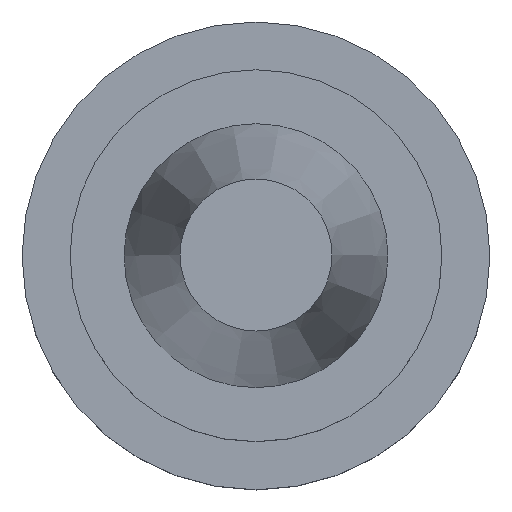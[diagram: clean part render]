
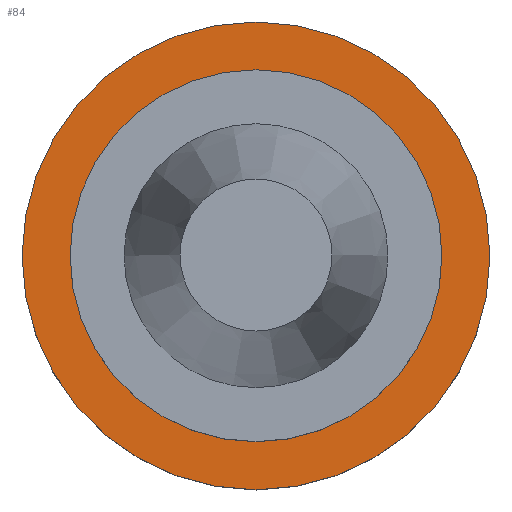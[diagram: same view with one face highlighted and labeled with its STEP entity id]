
A CAD part, top view. The second image highlights one B-rep face of the part: STEP entity #84.
In plain terms, the highlighted planar face has unit normal (0, 0, 1).
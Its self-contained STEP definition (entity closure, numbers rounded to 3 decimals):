
#65=FACE_BOUND('',#118,.T.);
#66=FACE_BOUND('',#119,.T.);
#84=ADVANCED_FACE('',(#65,#66),#92,.F.);
#92=PLANE('',#258);
#118=EDGE_LOOP('',(#148));
#119=EDGE_LOOP('',(#149));
#148=ORIENTED_EDGE('',*,*,#183,.F.);
#149=ORIENTED_EDGE('',*,*,#182,.T.);
#167=VERTEX_POINT('',#374);
#168=VERTEX_POINT('',#377);
#182=EDGE_CURVE('',#167,#167,#197,.T.);
#183=EDGE_CURVE('',#168,#168,#198,.T.);
#197=CIRCLE('',#255,34.925);
#198=CIRCLE('',#257,61.9);
#255=AXIS2_PLACEMENT_3D('',#373,#314,#315);
#257=AXIS2_PLACEMENT_3D('',#376,#318,#319);
#258=AXIS2_PLACEMENT_3D('',#378,#320,#321);
#314=DIRECTION('',(0.,0.,-1.));
#315=DIRECTION('',(-1.,0.,0.));
#318=DIRECTION('',(0.,0.,-1.));
#319=DIRECTION('',(-1.,0.,0.));
#320=DIRECTION('',(0.,0.,-1.));
#321=DIRECTION('',(-1.,0.,0.));
#373=CARTESIAN_POINT('',(0.,0.,-35.05));
#374=CARTESIAN_POINT('',(-34.925,0.,-35.05));
#376=CARTESIAN_POINT('',(0.,0.,-35.05));
#377=CARTESIAN_POINT('',(-61.9,0.,-35.05));
#378=CARTESIAN_POINT('',(0.,34.925,-35.05));
